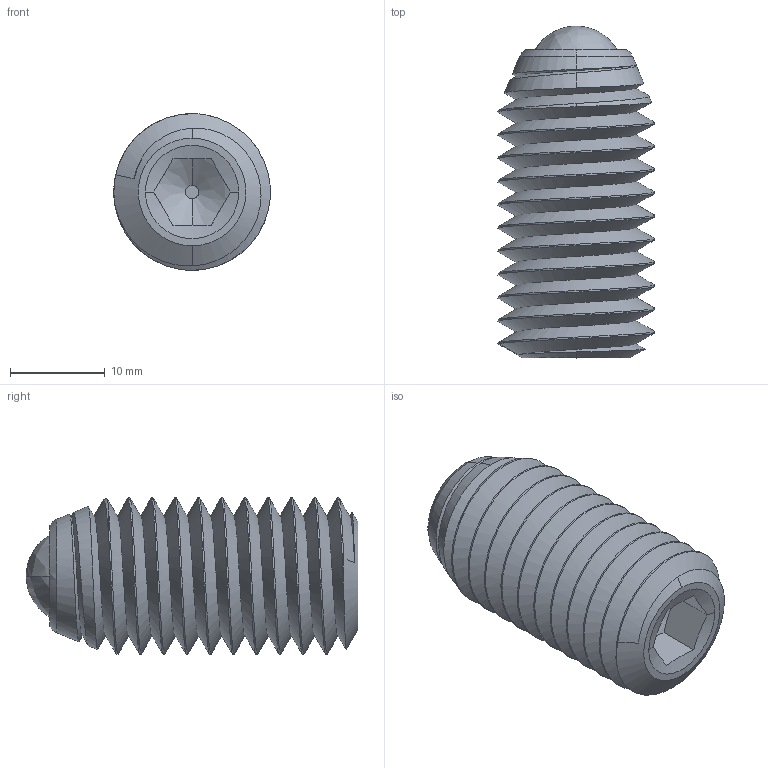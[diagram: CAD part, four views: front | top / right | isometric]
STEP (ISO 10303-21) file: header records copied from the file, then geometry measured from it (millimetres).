
FILE_DESCRIPTION(('FreeCAD Model'),'2;1');
FILE_NAME('Open CASCADE Shape Model','2025-04-29T08:01:25',('FreeCAD'),( 'FreeCAD'),'Open CASCADE STEP processor 7.6','FreeCAD','Unknown');
FILE_SCHEMA(('AUTOMOTIVE_DESIGN { 1 0 10303 214 1 1 1 1 }'));
Length unit declared in the file: millimetre
Products named in the file (1): Open CASCADE STEP translator 7.6 1
Bounding box: 16.52 x 35.05 x 16.55 mm (x, y, z)
Volume: 4359.9 mm3; surface area: 3830.6 mm2
Topology: 2 solids, 2 shells, 56 faces, 155 edges, 98 vertices
Faces by surface type: bspline 56
Entity records: 7010 total; most frequent: CARTESIAN_POINT 6193, ORIENTED_EDGE 298, EDGE_CURVE 149, VERTEX_POINT 98, B_SPLINE_CURVE_WITH_KNOTS 75, FACE_BOUND 57, EDGE_LOOP 57, ADVANCED_FACE 56
